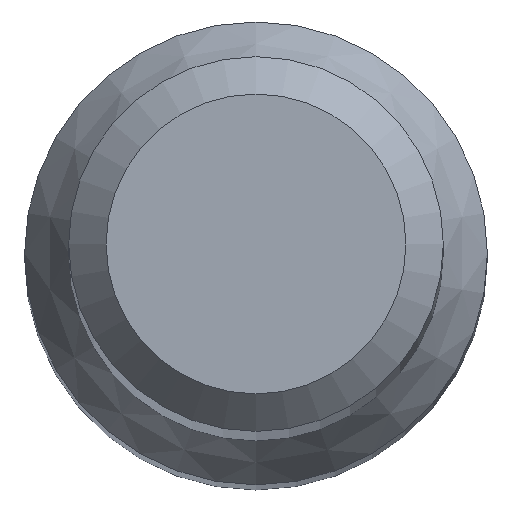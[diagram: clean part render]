
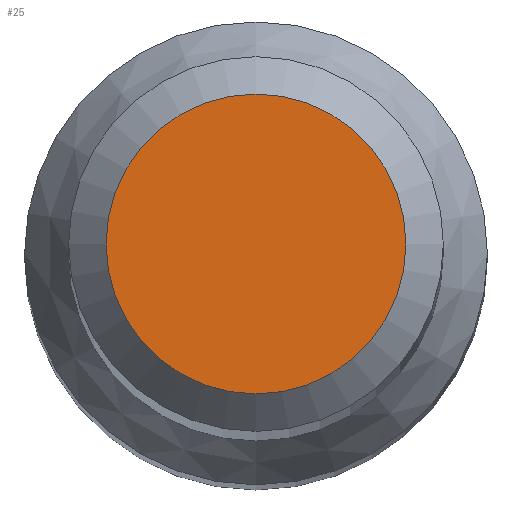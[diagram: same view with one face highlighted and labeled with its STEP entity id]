
A CAD part, top view. The second image highlights one B-rep face of the part: STEP entity #25.
In plain terms, the highlighted planar face has unit normal (0, 0, 1).
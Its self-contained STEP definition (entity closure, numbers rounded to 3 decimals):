
#25 = ADVANCED_FACE ( 'NONE', ( #184 ), #212, .F. ) ;
#26 = EDGE_LOOP ( 'NONE', ( #80 ) ) ;
#35 = CARTESIAN_POINT ( 'NONE',  ( 0., 0., 56. ) ) ;
#47 = DIRECTION ( 'NONE',  ( 0., 1., 0. ) ) ;
#59 = CARTESIAN_POINT ( 'NONE',  ( 0., 1., 56. ) ) ;
#64 = AXIS2_PLACEMENT_3D ( 'NONE', #233, #124, #47 ) ;
#74 = CIRCLE ( 'NONE', #147, 1. ) ;
#80 = ORIENTED_EDGE ( 'NONE', *, *, #85, .F. ) ;
#85 = EDGE_CURVE ( 'NONE', #230, #230, #74, .T. ) ;
#124 = DIRECTION ( 'NONE',  ( 0., 0., -1. ) ) ;
#147 = AXIS2_PLACEMENT_3D ( 'NONE', #35, #152, #237 ) ;
#152 = DIRECTION ( 'NONE',  ( 0., 0., -1. ) ) ;
#184 = FACE_OUTER_BOUND ( 'NONE', #26, .T. ) ;
#212 = PLANE ( 'NONE',  #64 ) ;
#230 = VERTEX_POINT ( 'NONE', #59 ) ;
#233 = CARTESIAN_POINT ( 'NONE',  ( 0., 0., 56. ) ) ;
#237 = DIRECTION ( 'NONE',  ( 0., 1., 0. ) ) ;
